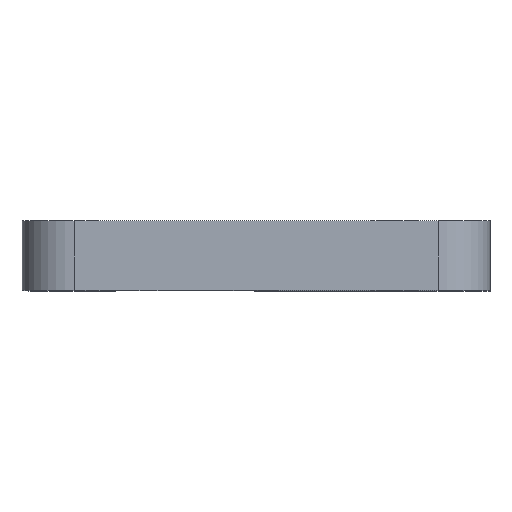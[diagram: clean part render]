
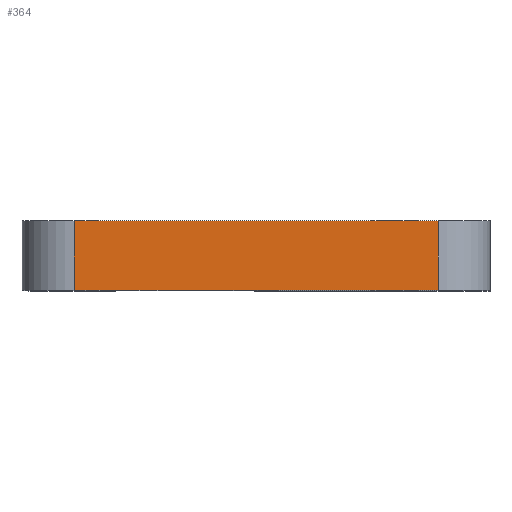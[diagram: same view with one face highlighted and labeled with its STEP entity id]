
A CAD part, top view. The second image highlights one B-rep face of the part: STEP entity #364.
In plain terms, the highlighted planar face has unit normal (0, 0, 1).
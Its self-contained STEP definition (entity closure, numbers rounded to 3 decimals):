
#8 = CARTESIAN_POINT ( 'NONE',  ( 17.6, 4., 11.4 ) ) ;
#30 = DIRECTION ( 'NONE',  ( -1., 0., 0. ) ) ;
#47 = VECTOR ( 'NONE', #478, 1000. ) ;
#50 = EDGE_CURVE ( 'NONE', #519, #150, #762, .T. ) ;
#57 = CARTESIAN_POINT ( 'NONE',  ( 17.6, 4., 11.4 ) ) ;
#94 = CARTESIAN_POINT ( 'NONE',  ( 14.6, 4., 11.4 ) ) ;
#98 = VECTOR ( 'NONE', #185, 1000. ) ;
#149 = ORIENTED_EDGE ( 'NONE', *, *, #810, .T. ) ;
#150 = VERTEX_POINT ( 'NONE', #469 ) ;
#185 = DIRECTION ( 'NONE',  ( 0., -1., 0. ) ) ;
#194 = EDGE_CURVE ( 'NONE', #201, #624, #322, .T. ) ;
#201 = VERTEX_POINT ( 'NONE', #733 ) ;
#231 = EDGE_CURVE ( 'NONE', #519, #201, #456, .T. ) ;
#299 = VECTOR ( 'NONE', #325, 1000. ) ;
#322 = LINE ( 'NONE', #792, #299 ) ;
#325 = DIRECTION ( 'NONE',  ( 1., 0., 0. ) ) ;
#333 = VECTOR ( 'NONE', #425, 1000. ) ;
#346 = CARTESIAN_POINT ( 'NONE',  ( -6.4, 4., 11.4 ) ) ;
#364 = ADVANCED_FACE ( 'NONE', ( #370 ), #659, .F. ) ;
#370 = FACE_OUTER_BOUND ( 'NONE', #439, .T. ) ;
#425 = DIRECTION ( 'NONE',  ( 0., 1., 0. ) ) ;
#439 = EDGE_LOOP ( 'NONE', ( #668, #149, #484, #551 ) ) ;
#456 = LINE ( 'NONE', #654, #98 ) ;
#469 = CARTESIAN_POINT ( 'NONE',  ( 14.6, 4., 11.4 ) ) ;
#478 = DIRECTION ( 'NONE',  ( 1., 0., 0. ) ) ;
#484 = ORIENTED_EDGE ( 'NONE', *, *, #50, .F. ) ;
#508 = LINE ( 'NONE', #94, #333 ) ;
#519 = VERTEX_POINT ( 'NONE', #346 ) ;
#551 = ORIENTED_EDGE ( 'NONE', *, *, #231, .T. ) ;
#563 = DIRECTION ( 'NONE',  ( 0., 0., -1. ) ) ;
#624 = VERTEX_POINT ( 'NONE', #674 ) ;
#654 = CARTESIAN_POINT ( 'NONE',  ( -6.4, 4., 11.4 ) ) ;
#659 = PLANE ( 'NONE',  #875 ) ;
#668 = ORIENTED_EDGE ( 'NONE', *, *, #194, .T. ) ;
#674 = CARTESIAN_POINT ( 'NONE',  ( 14.6, 0., 11.4 ) ) ;
#733 = CARTESIAN_POINT ( 'NONE',  ( -6.4, 0., 11.4 ) ) ;
#762 = LINE ( 'NONE', #8, #47 ) ;
#792 = CARTESIAN_POINT ( 'NONE',  ( 17.6, 0., 11.4 ) ) ;
#810 = EDGE_CURVE ( 'NONE', #624, #150, #508, .T. ) ;
#875 = AXIS2_PLACEMENT_3D ( 'NONE', #57, #563, #30 ) ;
